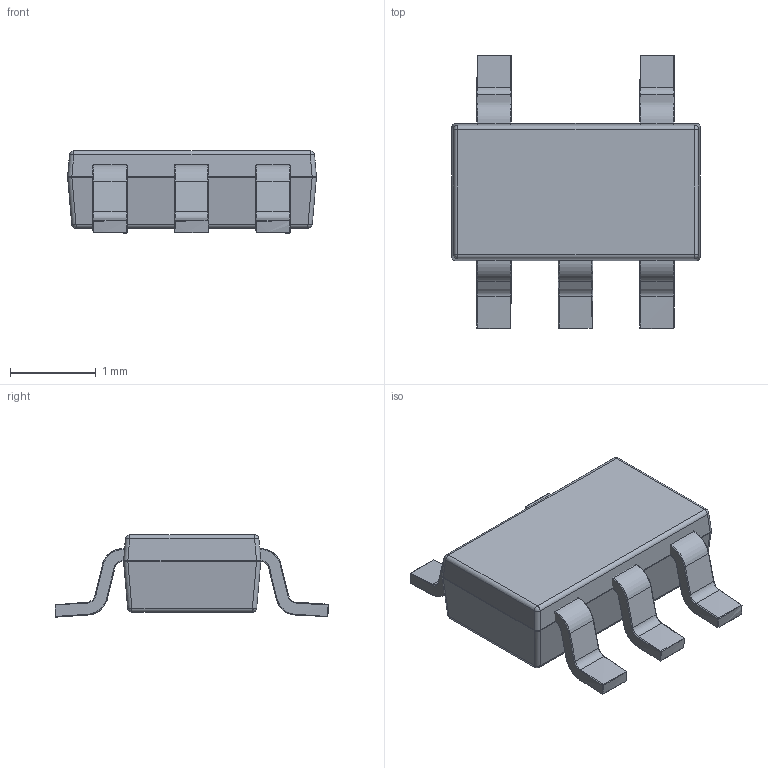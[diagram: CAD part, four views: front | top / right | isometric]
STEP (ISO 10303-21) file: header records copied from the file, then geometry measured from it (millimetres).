
FILE_DESCRIPTION (( 'STEP AP214' ), '1' );
FILE_NAME ('SW3dPS-TSOT23-5.STEP', '2009-08-03T18:14:54', ( 'sysAdmin' ), ( 'SolidWorks' ), 'SwSTEP 2.0', 'SolidWorks 2009', '' );
FILE_SCHEMA (( 'AUTOMOTIVE_DESIGN' ));
Length unit declared in the file: millimetre
Products named in the file (3): SW3dPS-TSOT23-5_TSOT23-5-pinout_?? ?????????; SW3dPS-TSOT23-5; SW3dPS-TSOT23-5_TSOT23-5-case_?? ?????????
Assembly tree (2 placements, depth 2):
  SW3dPS-TSOT23-5
    SW3dPS-TSOT23-5_TSOT23-5-pinout_?? ?????????
    SW3dPS-TSOT23-5_TSOT23-5-case_?? ?????????
Bounding box: 2.9 x 3.19 x 0.96 mm (x, y, z)
Volume: 4.8 mm3; surface area: 30.3 mm2
Topology: 2 solids, 2 shells, 260 faces, 592 edges, 316 vertices
Faces by surface type: cylinder 133, torus 52, plane 48, sphere 27
Entity records: 7078 total; most frequent: CARTESIAN_POINT 1333, DIRECTION 1285, ORIENTED_EDGE 1136, EDGE_CURVE 568, AXIS2_PLACEMENT_3D 512, VERTEX_POINT 312, VECTOR 261, LINE 261
